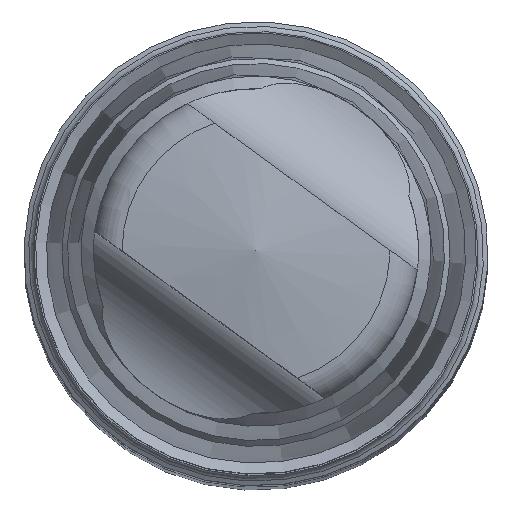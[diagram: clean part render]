
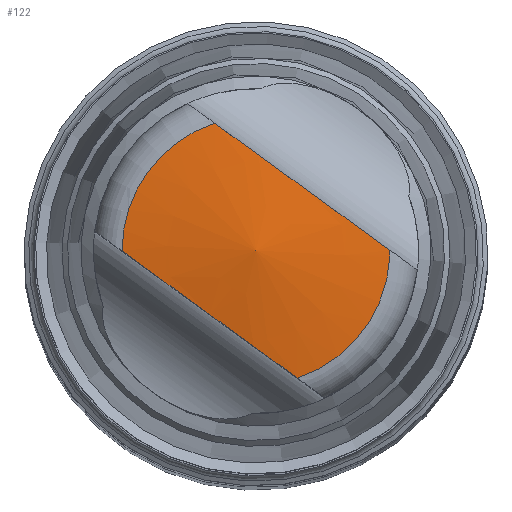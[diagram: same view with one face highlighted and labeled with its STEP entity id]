
A CAD part, top view. The second image highlights one B-rep face of the part: STEP entity #122.
In plain terms, the highlighted conical face has half-angle 82 degrees and reference radius 10.098 mm.
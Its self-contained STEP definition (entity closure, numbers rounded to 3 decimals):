
#64=VERTEX_LOOP('',#288);
#74=CONICAL_SURFACE('',#428,10.098,82.);
#97=FACE_BOUND('',#170,.T.);
#98=FACE_BOUND('',#64,.T.);
#122=ADVANCED_FACE('',(#97,#98),#74,.T.);
#170=EDGE_LOOP('',(#227,#228,#229,#230));
#227=ORIENTED_EDGE('',*,*,#323,.F.);
#228=ORIENTED_EDGE('',*,*,#322,.T.);
#229=ORIENTED_EDGE('',*,*,#324,.F.);
#230=ORIENTED_EDGE('',*,*,#301,.T.);
#269=VERTEX_POINT('',#601);
#271=VERTEX_POINT('',#604);
#286=VERTEX_POINT('',#686);
#287=VERTEX_POINT('',#700);
#288=VERTEX_POINT('',#715);
#301=EDGE_CURVE('',#271,#269,#334,.T.);
#322=EDGE_CURVE('',#286,#287,#346,.T.);
#323=EDGE_CURVE('',#286,#269,#369,.T.);
#324=EDGE_CURVE('',#271,#287,#370,.T.);
#334=CIRCLE('',#404,10.098);
#346=CIRCLE('',#426,10.098);
#369=B_SPLINE_CURVE_WITH_KNOTS('',3,(#703,#704,#705,#706,#707,#708),
 .UNSPECIFIED.,.F.,.F.,(4,2,4),(0.,0.5,1.),.UNSPECIFIED.);
#370=B_SPLINE_CURVE_WITH_KNOTS('',3,(#709,#710,#711,#712,#713,#714),
 .UNSPECIFIED.,.F.,.F.,(4,2,4),(0.,0.5,1.),.UNSPECIFIED.);
#404=AXIS2_PLACEMENT_3D('',#603,#467,#468);
#426=AXIS2_PLACEMENT_3D('',#701,#513,#514);
#428=AXIS2_PLACEMENT_3D('',#716,#517,#518);
#467=DIRECTION('',(0.,0.,1.));
#468=DIRECTION('',(0.999,-0.05,0.));
#513=DIRECTION('',(0.,0.,1.));
#514=DIRECTION('',(0.999,-0.05,0.));
#517=DIRECTION('',(0.,0.,-1.));
#518=DIRECTION('',(0.999,-0.05,0.));
#601=CARTESIAN_POINT('',(-10.098,-0.031,116.081));
#603=CARTESIAN_POINT('',(0.,0.,116.081));
#604=CARTESIAN_POINT('',(-3.116,9.605,116.081));
#686=CARTESIAN_POINT('',(3.116,-9.605,116.081));
#700=CARTESIAN_POINT('',(10.098,0.031,116.081));
#701=CARTESIAN_POINT('',(0.,0.,116.081));
#703=CARTESIAN_POINT('',(3.116,-9.605,116.081));
#704=CARTESIAN_POINT('',(0.922,-8.016,116.388));
#705=CARTESIAN_POINT('',(-1.274,-6.425,116.663));
#706=CARTESIAN_POINT('',(-5.688,-3.226,116.665));
#707=CARTESIAN_POINT('',(-7.899,-1.625,116.389));
#708=CARTESIAN_POINT('',(-10.098,-0.031,116.081));
#709=CARTESIAN_POINT('',(-3.116,9.605,116.081));
#710=CARTESIAN_POINT('',(-0.922,8.016,116.388));
#711=CARTESIAN_POINT('',(1.274,6.425,116.663));
#712=CARTESIAN_POINT('',(5.688,3.226,116.665));
#713=CARTESIAN_POINT('',(7.899,1.625,116.389));
#714=CARTESIAN_POINT('',(10.098,0.031,116.081));
#715=CARTESIAN_POINT('',(0.,0.,117.5));
#716=CARTESIAN_POINT('',(0.,0.,116.081));
